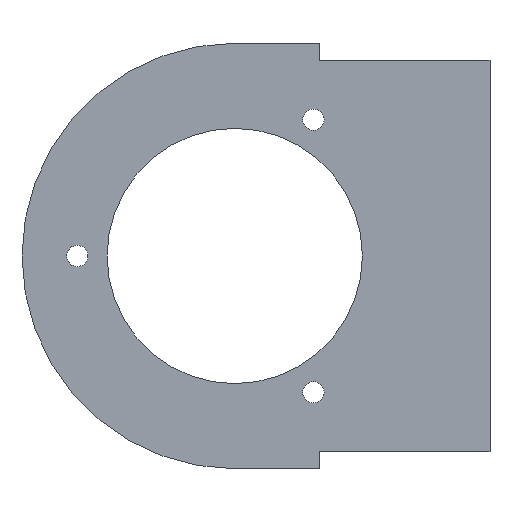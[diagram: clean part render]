
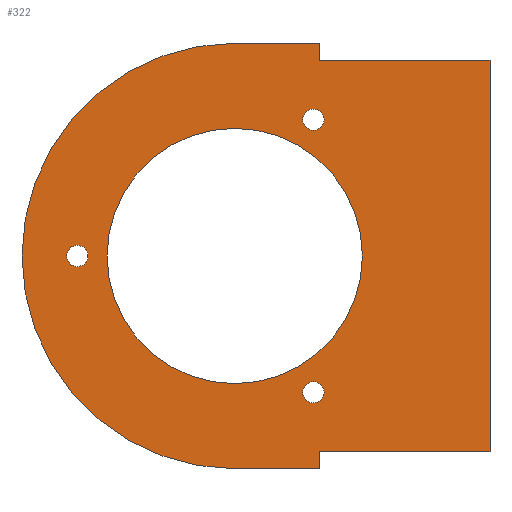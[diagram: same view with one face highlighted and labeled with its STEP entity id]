
A CAD part, front view. The second image highlights one B-rep face of the part: STEP entity #322.
In plain terms, the highlighted planar face has unit normal (0, -1, 0).
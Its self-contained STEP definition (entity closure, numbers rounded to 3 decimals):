
#19 = CARTESIAN_POINT ( 'NONE',  ( 0., 0., 0. ) ) ;
#90 = ORIENTED_EDGE ( 'NONE', *, *, #2870, .F. ) ;
#142 = EDGE_CURVE ( 'NONE', #402, #3230, #3157, .T. ) ;
#244 = AXIS2_PLACEMENT_3D ( 'NONE', #879, #567, #3130 ) ;
#279 = EDGE_CURVE ( 'NONE', #2613, #486, #1866, .T. ) ;
#304 = CARTESIAN_POINT ( 'NONE',  ( 10., 0., 25. ) ) ;
#322 = ADVANCED_FACE ( 'NONE', ( #3302, #916, #2938, #3570, #1609 ), #860, .F. ) ;
#324 = CARTESIAN_POINT ( 'NONE',  ( 0., 0., -15. ) ) ;
#328 = CARTESIAN_POINT ( 'NONE',  ( 9.25, 0., 14.771 ) ) ;
#366 = CARTESIAN_POINT ( 'NONE',  ( 30., 0., 23. ) ) ;
#372 = CIRCLE ( 'NONE', #1278, 15. ) ;
#376 = EDGE_LOOP ( 'NONE', ( #1330, #3105 ) ) ;
#402 = VERTEX_POINT ( 'NONE', #328 ) ;
#434 = CARTESIAN_POINT ( 'NONE',  ( -18.5, 0., 1.25 ) ) ;
#469 = DIRECTION ( 'NONE',  ( 0., 0., 1. ) ) ;
#471 = VERTEX_POINT ( 'NONE', #2498 ) ;
#486 = VERTEX_POINT ( 'NONE', #3199 ) ;
#499 = EDGE_CURVE ( 'NONE', #4050, #2094, #2221, .T. ) ;
#514 = ORIENTED_EDGE ( 'NONE', *, *, #3890, .F. ) ;
#551 = AXIS2_PLACEMENT_3D ( 'NONE', #1294, #1636, #3566 ) ;
#567 = DIRECTION ( 'NONE',  ( 0., 1., 0. ) ) ;
#611 = VERTEX_POINT ( 'NONE', #366 ) ;
#702 = EDGE_LOOP ( 'NONE', ( #2303, #3279 ) ) ;
#760 = EDGE_CURVE ( 'NONE', #1727, #2094, #2690, .T. ) ;
#790 = DIRECTION ( 'NONE',  ( 0., -1., 0. ) ) ;
#812 = EDGE_LOOP ( 'NONE', ( #90, #3232 ) ) ;
#832 = CIRCLE ( 'NONE', #3067, 1.25 ) ;
#860 = PLANE ( 'NONE',  #244 ) ;
#879 = CARTESIAN_POINT ( 'NONE',  ( 0., 0., 0. ) ) ;
#912 = DIRECTION ( 'NONE',  ( 0., 1., 0. ) ) ;
#916 = FACE_BOUND ( 'NONE', #376, .T. ) ;
#964 = CIRCLE ( 'NONE', #3793, 25. ) ;
#976 = CARTESIAN_POINT ( 'NONE',  ( 10., 0., 25. ) ) ;
#997 = CARTESIAN_POINT ( 'NONE',  ( 0., 0., -25. ) ) ;
#1013 = CARTESIAN_POINT ( 'NONE',  ( 10., 0., 23. ) ) ;
#1085 = EDGE_CURVE ( 'NONE', #2373, #3343, #832, .T. ) ;
#1094 = AXIS2_PLACEMENT_3D ( 'NONE', #3411, #2401, #3744 ) ;
#1107 = DIRECTION ( 'NONE',  ( 0., 0., 1. ) ) ;
#1265 = CARTESIAN_POINT ( 'NONE',  ( 10., 0., -23. ) ) ;
#1278 = AXIS2_PLACEMENT_3D ( 'NONE', #19, #2250, #2928 ) ;
#1284 = VECTOR ( 'NONE', #3792, 1000. ) ;
#1294 = CARTESIAN_POINT ( 'NONE',  ( 9.25, 0., -16.021 ) ) ;
#1317 = DIRECTION ( 'NONE',  ( -1., 0., 0. ) ) ;
#1330 = ORIENTED_EDGE ( 'NONE', *, *, #1085, .F. ) ;
#1348 = DIRECTION ( 'NONE',  ( 0., 0., 1. ) ) ;
#1431 = LINE ( 'NONE', #2851, #4154 ) ;
#1441 = CARTESIAN_POINT ( 'NONE',  ( 9.25, 0., 16.021 ) ) ;
#1459 = CARTESIAN_POINT ( 'NONE',  ( 10., 0., -23. ) ) ;
#1464 = VERTEX_POINT ( 'NONE', #2756 ) ;
#1490 = AXIS2_PLACEMENT_3D ( 'NONE', #3428, #1838, #2647 ) ;
#1529 = DIRECTION ( 'NONE',  ( 0., 0., 1. ) ) ;
#1545 = EDGE_CURVE ( 'NONE', #486, #2726, #1431, .T. ) ;
#1547 = ORIENTED_EDGE ( 'NONE', *, *, #279, .F. ) ;
#1609 = FACE_OUTER_BOUND ( 'NONE', #2309, .T. ) ;
#1636 = DIRECTION ( 'NONE',  ( 0., -1., 0. ) ) ;
#1670 = ORIENTED_EDGE ( 'NONE', *, *, #1545, .F. ) ;
#1717 = EDGE_CURVE ( 'NONE', #1464, #2613, #3216, .T. ) ;
#1727 = VERTEX_POINT ( 'NONE', #3800 ) ;
#1745 = CARTESIAN_POINT ( 'NONE',  ( 30., 0., 25. ) ) ;
#1818 = CARTESIAN_POINT ( 'NONE',  ( 10., 0., -25. ) ) ;
#1838 = DIRECTION ( 'NONE',  ( 0., -1., 0. ) ) ;
#1866 = LINE ( 'NONE', #1818, #2558 ) ;
#1875 = VERTEX_POINT ( 'NONE', #324 ) ;
#1885 = DIRECTION ( 'NONE',  ( -1., 0., 0. ) ) ;
#1948 = CARTESIAN_POINT ( 'NONE',  ( 9.25, 0., 17.271 ) ) ;
#1954 = AXIS2_PLACEMENT_3D ( 'NONE', #4019, #3377, #469 ) ;
#2027 = EDGE_CURVE ( 'NONE', #1875, #471, #2420, .T. ) ;
#2057 = ORIENTED_EDGE ( 'NONE', *, *, #3649, .F. ) ;
#2094 = VERTEX_POINT ( 'NONE', #304 ) ;
#2205 = DIRECTION ( 'NONE',  ( 0., 0., -1. ) ) ;
#2221 = LINE ( 'NONE', #976, #3318 ) ;
#2230 = EDGE_CURVE ( 'NONE', #611, #4050, #3210, .T. ) ;
#2241 = EDGE_CURVE ( 'NONE', #471, #1875, #372, .T. ) ;
#2250 = DIRECTION ( 'NONE',  ( 0., -1., 0. ) ) ;
#2303 = ORIENTED_EDGE ( 'NONE', *, *, #2241, .F. ) ;
#2309 = EDGE_LOOP ( 'NONE', ( #3775, #3058, #514, #1670, #1547, #3921, #3383, #3878 ) ) ;
#2320 = AXIS2_PLACEMENT_3D ( 'NONE', #2759, #3037, #2379 ) ;
#2356 = CIRCLE ( 'NONE', #2320, 1.25 ) ;
#2373 = VERTEX_POINT ( 'NONE', #4068 ) ;
#2379 = DIRECTION ( 'NONE',  ( 0., 0., 1. ) ) ;
#2401 = DIRECTION ( 'NONE',  ( 0., -1., 0. ) ) ;
#2405 = AXIS2_PLACEMENT_3D ( 'NONE', #1441, #790, #1107 ) ;
#2415 = VECTOR ( 'NONE', #1317, 1000. ) ;
#2420 = CIRCLE ( 'NONE', #1490, 15. ) ;
#2498 = CARTESIAN_POINT ( 'NONE',  ( 0., 0., 15. ) ) ;
#2558 = VECTOR ( 'NONE', #4160, 1000. ) ;
#2613 = VERTEX_POINT ( 'NONE', #1265 ) ;
#2647 = DIRECTION ( 'NONE',  ( 0., 0., 1. ) ) ;
#2690 = LINE ( 'NONE', #1745, #4078 ) ;
#2712 = EDGE_CURVE ( 'NONE', #611, #1464, #2940, .T. ) ;
#2726 = VERTEX_POINT ( 'NONE', #997 ) ;
#2756 = CARTESIAN_POINT ( 'NONE',  ( 30., 0., -23. ) ) ;
#2758 = DIRECTION ( 'NONE',  ( 1., 0., 0. ) ) ;
#2759 = CARTESIAN_POINT ( 'NONE',  ( -18.5, 0., 0. ) ) ;
#2843 = CARTESIAN_POINT ( 'NONE',  ( 0., 0., 0. ) ) ;
#2851 = CARTESIAN_POINT ( 'NONE',  ( 0., 0., -25. ) ) ;
#2870 = EDGE_CURVE ( 'NONE', #3494, #3106, #2356, .T. ) ;
#2874 = CARTESIAN_POINT ( 'NONE',  ( 9.25, 0., -16.021 ) ) ;
#2928 = DIRECTION ( 'NONE',  ( 0., 0., 1. ) ) ;
#2930 = CIRCLE ( 'NONE', #1954, 1.25 ) ;
#2938 = FACE_BOUND ( 'NONE', #812, .T. ) ;
#2940 = LINE ( 'NONE', #3520, #3154 ) ;
#3037 = DIRECTION ( 'NONE',  ( 0., -1., 0. ) ) ;
#3058 = ORIENTED_EDGE ( 'NONE', *, *, #760, .F. ) ;
#3067 = AXIS2_PLACEMENT_3D ( 'NONE', #2874, #3229, #3548 ) ;
#3105 = ORIENTED_EDGE ( 'NONE', *, *, #3393, .F. ) ;
#3106 = VERTEX_POINT ( 'NONE', #3544 ) ;
#3130 = DIRECTION ( 'NONE',  ( 0., 0., 1. ) ) ;
#3154 = VECTOR ( 'NONE', #2205, 1000. ) ;
#3157 = CIRCLE ( 'NONE', #2405, 1.25 ) ;
#3196 = CIRCLE ( 'NONE', #551, 1.25 ) ;
#3199 = CARTESIAN_POINT ( 'NONE',  ( 10., 0., -25. ) ) ;
#3210 = LINE ( 'NONE', #1013, #2415 ) ;
#3216 = LINE ( 'NONE', #1459, #1284 ) ;
#3229 = DIRECTION ( 'NONE',  ( 0., -1., 0. ) ) ;
#3230 = VERTEX_POINT ( 'NONE', #1948 ) ;
#3232 = ORIENTED_EDGE ( 'NONE', *, *, #3956, .F. ) ;
#3279 = ORIENTED_EDGE ( 'NONE', *, *, #2027, .F. ) ;
#3298 = CIRCLE ( 'NONE', #1094, 1.25 ) ;
#3302 = FACE_BOUND ( 'NONE', #702, .T. ) ;
#3308 = CARTESIAN_POINT ( 'NONE',  ( 10., 0., 23. ) ) ;
#3318 = VECTOR ( 'NONE', #1348, 1000. ) ;
#3343 = VERTEX_POINT ( 'NONE', #3514 ) ;
#3377 = DIRECTION ( 'NONE',  ( 0., -1., 0. ) ) ;
#3383 = ORIENTED_EDGE ( 'NONE', *, *, #2712, .F. ) ;
#3393 = EDGE_CURVE ( 'NONE', #3343, #2373, #3196, .T. ) ;
#3411 = CARTESIAN_POINT ( 'NONE',  ( 9.25, 0., 16.021 ) ) ;
#3428 = CARTESIAN_POINT ( 'NONE',  ( 0., 0., 0. ) ) ;
#3494 = VERTEX_POINT ( 'NONE', #434 ) ;
#3514 = CARTESIAN_POINT ( 'NONE',  ( 9.25, 0., -17.271 ) ) ;
#3520 = CARTESIAN_POINT ( 'NONE',  ( 30., 0., -25. ) ) ;
#3544 = CARTESIAN_POINT ( 'NONE',  ( -18.5, 0., -1.25 ) ) ;
#3548 = DIRECTION ( 'NONE',  ( 0., 0., 1. ) ) ;
#3566 = DIRECTION ( 'NONE',  ( 0., 0., 1. ) ) ;
#3570 = FACE_BOUND ( 'NONE', #3835, .T. ) ;
#3649 = EDGE_CURVE ( 'NONE', #3230, #402, #3298, .T. ) ;
#3744 = DIRECTION ( 'NONE',  ( 0., 0., 1. ) ) ;
#3775 = ORIENTED_EDGE ( 'NONE', *, *, #499, .T. ) ;
#3792 = DIRECTION ( 'NONE',  ( -1., 0., 0. ) ) ;
#3793 = AXIS2_PLACEMENT_3D ( 'NONE', #2843, #912, #1529 ) ;
#3800 = CARTESIAN_POINT ( 'NONE',  ( 0., 0., 25. ) ) ;
#3835 = EDGE_LOOP ( 'NONE', ( #2057, #4192 ) ) ;
#3878 = ORIENTED_EDGE ( 'NONE', *, *, #2230, .T. ) ;
#3890 = EDGE_CURVE ( 'NONE', #2726, #1727, #964, .T. ) ;
#3921 = ORIENTED_EDGE ( 'NONE', *, *, #1717, .F. ) ;
#3956 = EDGE_CURVE ( 'NONE', #3106, #3494, #2930, .T. ) ;
#4019 = CARTESIAN_POINT ( 'NONE',  ( -18.5, 0., 0. ) ) ;
#4050 = VERTEX_POINT ( 'NONE', #3308 ) ;
#4068 = CARTESIAN_POINT ( 'NONE',  ( 9.25, 0., -14.771 ) ) ;
#4078 = VECTOR ( 'NONE', #2758, 1000. ) ;
#4154 = VECTOR ( 'NONE', #1885, 1000. ) ;
#4160 = DIRECTION ( 'NONE',  ( 0., 0., -1. ) ) ;
#4192 = ORIENTED_EDGE ( 'NONE', *, *, #142, .F. ) ;
